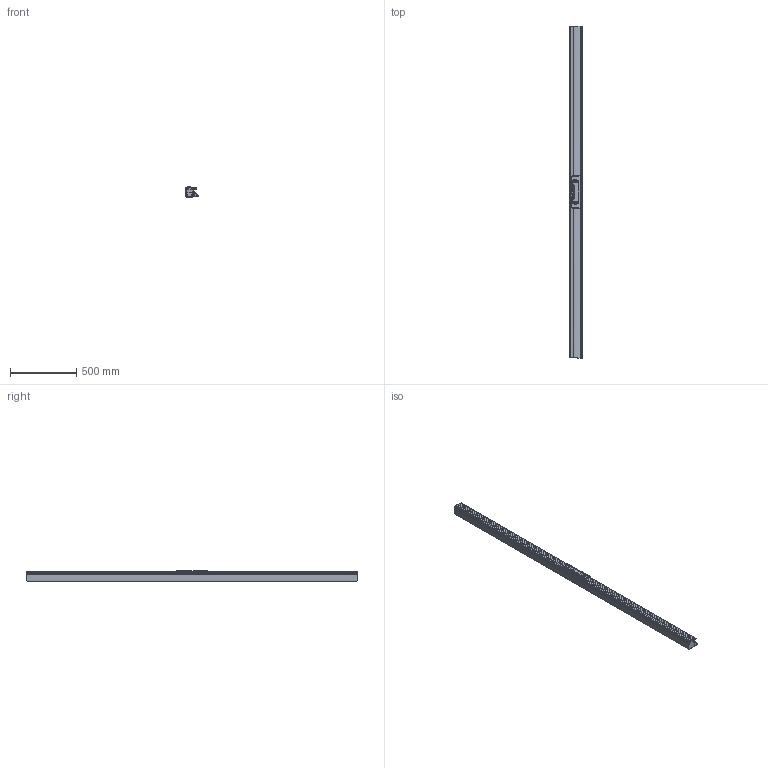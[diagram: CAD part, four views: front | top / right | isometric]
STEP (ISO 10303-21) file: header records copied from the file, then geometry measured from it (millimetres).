
FILE_DESCRIPTION (( 'STEP AP214' ), '1' );
FILE_NAME ('CPREG6250AS_DWGALL.STEP', '2023-06-07T13:41:36', ( '' ), ( '' ), 'SwSTEP 2.0', 'SolidWorks 2020', '' );
FILE_SCHEMA (( 'AUTOMOTIVE_DESIGN' ));
Length unit declared in the file: millimetre
Products named in the file (3): CPREG6250AS_DWGALL; CPREG6_250-EMLH_250; CPREG6_250-APH_250HP
Assembly tree (2 placements, depth 2):
  CPREG6250AS_DWGALL
    CPREG6_250-EMLH_250
    CPREG6_250-APH_250HP
Bounding box: 94.4 x 2506 x 76.7 mm (x, y, z)
Volume: 3782540.4 mm3; surface area: 2913249.7 mm2
Topology: 59 solids, 59 shells, 3367 faces, 9142 edges, 5895 vertices
Faces by surface type: plane 1369, cylinder 1026, cone 710, bspline 190, torus 72
Entity records: 167132 total; most frequent: CARTESIAN_POINT 45303, ORIENTED_EDGE 18252, DIRECTION 17152, EDGE_CURVE 9126, AXIS2_PLACEMENT_3D 6378, VERTEX_POINT 5895, LINE 4396, VECTOR 4396
